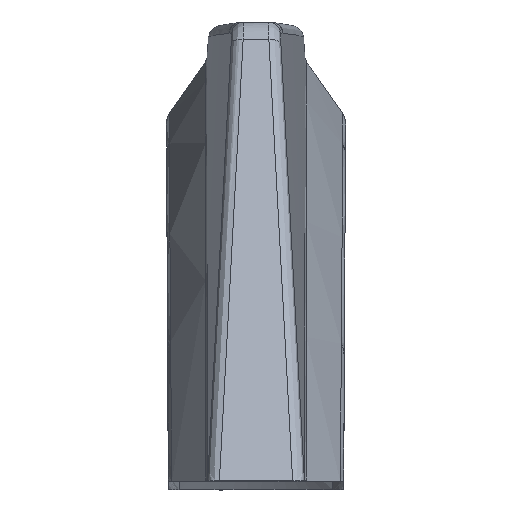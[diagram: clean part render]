
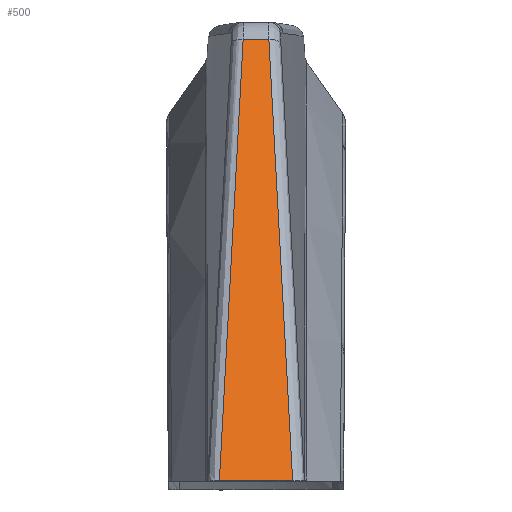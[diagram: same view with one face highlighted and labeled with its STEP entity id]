
A CAD part, top view. The second image highlights one B-rep face of the part: STEP entity #500.
In plain terms, the highlighted planar face has unit normal (0, 0.423, 0.906).
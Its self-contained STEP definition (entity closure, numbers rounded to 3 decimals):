
#10=CARTESIAN_POINT('',(0.,2.872,
172.5));
#20=DIRECTION('',(0.,0.423,0.906
));
#30=DIRECTION('',(0.,0.906,
-0.423));
#40=AXIS2_PLACEMENT_3D('',#10,#20,#30);
#50=PLANE('',#40);
#60=CARTESIAN_POINT('',(-0.854,32.217,
158.816));
#70=CARTESIAN_POINT('',(-0.855,32.184,
158.832));
#80=CARTESIAN_POINT('',(-0.857,32.15,
158.847));
#90=CARTESIAN_POINT('',(-1.123,27.248,
161.133));
#100=CARTESIAN_POINT('',(-1.386,22.38,
163.403));
#110=CARTESIAN_POINT('',(-1.923,12.39,
168.062));
#120=CARTESIAN_POINT('',(-2.196,7.269,
170.45));
#130=CARTESIAN_POINT('',(-2.469,2.148,
172.838));
#140=B_SPLINE_CURVE_WITH_KNOTS('',3,(#60,#70,#80,#90,#100,#110,#120,#130
),.UNSPECIFIED.,.F.,.F.,(4,2,2,4),(0.,0.111,16.246
,33.218),.UNSPECIFIED.);
#150=CARTESIAN_POINT('',(-0.854,32.217,
158.816));
#160=VERTEX_POINT('',#150);
#170=CARTESIAN_POINT('',(-2.43,2.872,
172.5));
#180=VERTEX_POINT('',#170);
#190=EDGE_CURVE('',#160,#180,#140,.T.);
#200=ORIENTED_EDGE('',*,*,#190,.T.);
#210=CARTESIAN_POINT('',(0.,32.217,
158.816));
#220=DIRECTION('',(1.,0.,0.));
#230=VECTOR('',#220,1.);
#240=LINE('',#210,#230);
#250=CARTESIAN_POINT('',(0.854,32.217,
158.816));
#260=VERTEX_POINT('',#250);
#270=EDGE_CURVE('',#160,#260,#240,.T.);
#280=ORIENTED_EDGE('',*,*,#270,.F.);
#290=CARTESIAN_POINT('',(2.469,2.148,
172.838));
#300=CARTESIAN_POINT('',(2.196,7.269,
170.45));
#310=CARTESIAN_POINT('',(1.923,12.39,
168.062));
#320=CARTESIAN_POINT('',(1.386,22.38,
163.403));
#330=CARTESIAN_POINT('',(1.123,27.248,
161.133));
#340=CARTESIAN_POINT('',(0.857,32.15,
158.847));
#350=CARTESIAN_POINT('',(0.855,32.184,
158.832));
#360=CARTESIAN_POINT('',(0.854,32.217,
158.816));
#370=B_SPLINE_CURVE_WITH_KNOTS('',3,(#290,#300,#310,#320,#330,#340,#350,
#360),.UNSPECIFIED.,.F.,.F.,(4,2,2,4),(52.202,69.174
,85.309,85.42),.UNSPECIFIED.);
#380=CARTESIAN_POINT('',(2.43,2.872,
172.5));
#390=VERTEX_POINT('',#380);
#400=EDGE_CURVE('',#390,#260,#370,.T.);
#410=ORIENTED_EDGE('',*,*,#400,.T.);
#420=CARTESIAN_POINT('',(0.,2.872,172.5));
#430=DIRECTION('',(1.,0.,0.));
#440=VECTOR('',#430,1.);
#450=LINE('',#420,#440);
#460=EDGE_CURVE('',#180,#390,#450,.T.);
#470=ORIENTED_EDGE('',*,*,#460,.T.);
#480=EDGE_LOOP('',(#470,#410,#280,#200));
#490=FACE_OUTER_BOUND('',#480,.T.);
#500=ADVANCED_FACE('',(#490),#50,.T.);
